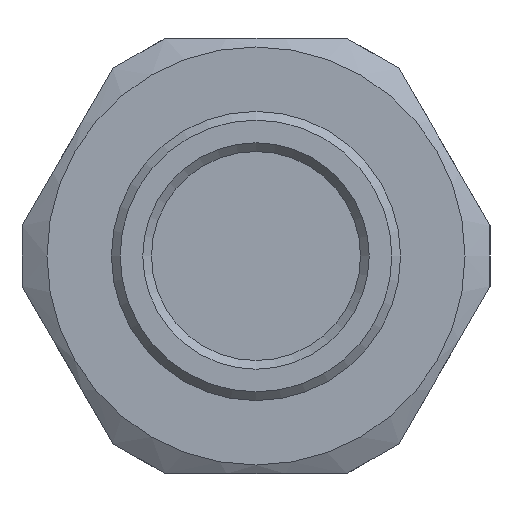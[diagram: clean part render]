
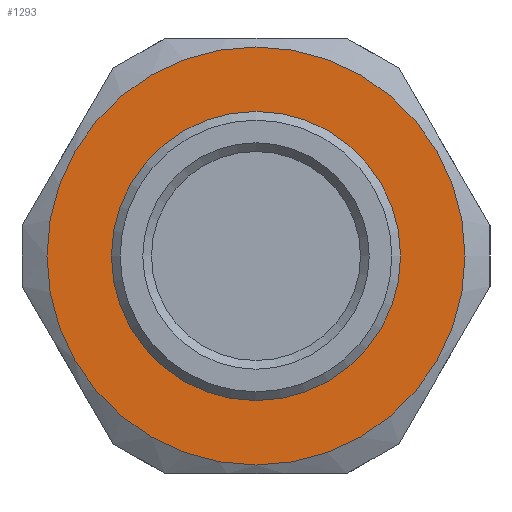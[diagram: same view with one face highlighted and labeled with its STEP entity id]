
A CAD part, front view. The second image highlights one B-rep face of the part: STEP entity #1293.
In plain terms, the highlighted planar face has unit normal (0, -1, 0).
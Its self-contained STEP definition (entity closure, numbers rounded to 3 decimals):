
#149=FACE_BOUND('',#484,.T.);
#405=FACE_OUTER_BOUND('',#483,.T.);
#483=EDGE_LOOP('',(#1104));
#484=EDGE_LOOP('',(#1105));
#538=CIRCLE('',#1415,12.);
#539=CIRCLE('',#1417,7.3);
#646=VERTEX_POINT('',#2199);
#655=VERTEX_POINT('',#2238);
#803=EDGE_CURVE('',#646,#646,#538,.T.);
#813=EDGE_CURVE('',#655,#655,#539,.T.);
#1104=ORIENTED_EDGE('',*,*,#803,.F.);
#1105=ORIENTED_EDGE('',*,*,#813,.T.);
#1228=PLANE('',#1416);
#1293=ADVANCED_FACE('',(#405,#149),#1228,.T.);
#1415=AXIS2_PLACEMENT_3D('',#2201,#1661,#1662);
#1416=AXIS2_PLACEMENT_3D('',#2237,#1663,#1664);
#1417=AXIS2_PLACEMENT_3D('',#2239,#1665,#1666);
#1661=DIRECTION('center_axis',(0.,1.,0.));
#1662=DIRECTION('ref_axis',(1.,0.,0.));
#1663=DIRECTION('center_axis',(0.,-1.,0.));
#1664=DIRECTION('ref_axis',(0.,0.,
-1.));
#1665=DIRECTION('center_axis',(0.,1.,0.));
#1666=DIRECTION('ref_axis',(1.,0.,0.));
#2199=CARTESIAN_POINT('',(60.727,-92.506,88.885));
#2201=CARTESIAN_POINT('Origin',(48.727,-92.506,88.885));
#2237=CARTESIAN_POINT('Origin',(36.727,-92.506,88.885));
#2238=CARTESIAN_POINT('',(56.027,-92.506,88.885));
#2239=CARTESIAN_POINT('Origin',(48.727,-92.506,88.885));
